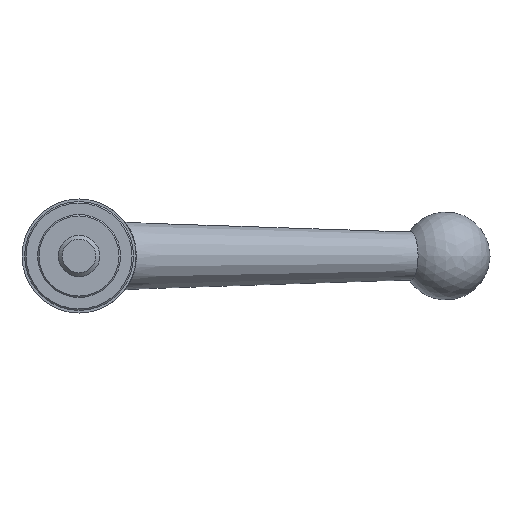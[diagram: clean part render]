
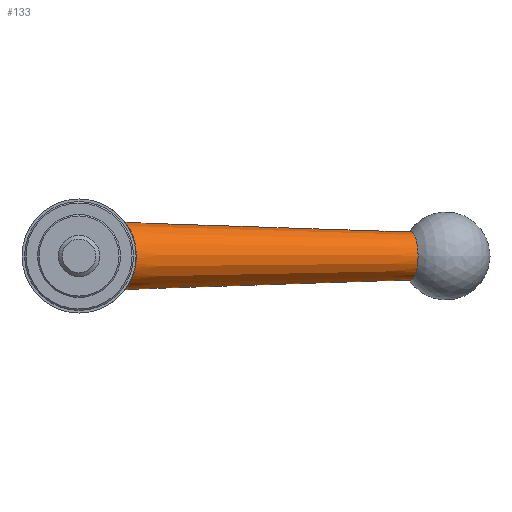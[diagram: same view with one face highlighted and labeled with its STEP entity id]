
A CAD part, front view. The second image highlights one B-rep face of the part: STEP entity #133.
In plain terms, the highlighted conical face has half-angle 1.827 degrees and reference radius 6.8 mm.
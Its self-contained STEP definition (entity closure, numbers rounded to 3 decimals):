
#133 = ADVANCED_FACE( '', ( #294, #295 ), #296, .T. );
#294 = FACE_BOUND( '', #516, .T. );
#295 = FACE_OUTER_BOUND( '', #517, .T. );
#296 = CONICAL_SURFACE( '', #518, 6.8, 0.032 );
#516 = EDGE_LOOP( '', ( #847 ) );
#517 = EDGE_LOOP( '', ( #848, #849 ) );
#518 = AXIS2_PLACEMENT_3D( '', #850, #851, #852 );
#847 = ORIENTED_EDGE( '', *, *, #1212, .F. );
#848 = ORIENTED_EDGE( '', *, *, #1162, .F. );
#849 = ORIENTED_EDGE( '', *, *, #1213, .T. );
#850 = CARTESIAN_POINT( '', ( 0., 27., 0. ) );
#851 = DIRECTION( '', ( -0.954, -0.301, 0. ) );
#852 = DIRECTION( '', ( 0.301, -0.954, 0. ) );
#1162 = EDGE_CURVE( '', #1399, #1401, #1402, .T. );
#1212 = EDGE_CURVE( '', #1477, #1477, #1478, .T. );
#1213 = EDGE_CURVE( '', #1399, #1401, #1479, .T. );
#1399 = VERTEX_POINT( '', #1706 );
#1401 = VERTEX_POINT( '', #1708 );
#1402 = B_SPLINE_CURVE_WITH_KNOTS( '', 3, ( #1709, #1710, #1711, #1712, #1713, #1714, #1715, #1716, #1717, #1718, #1719, #1720, #1721, #1722, #1723, #1724, #1725, #1726, #1727, #1728, #1729, #1730, #1731, #1732, #1733, #1734, #1735, #1736, #1737, #1738, #1739, #1740, #1741, #1742, #1743, #1744, #1745, #1746, #1747, #1748, #1749, #1750, #1751, #1752, #1753, #1754, #1755, #1756, #1757, #1758, #1759, #1760, #1761, #1762, #1763, #1764, #1765, #1766, #1767, #1768, #1769, #1770 ), .UNSPECIFIED., .F., .F., ( 4, 2, 2, 2, 2, 2, 2, 2, 2, 2, 2, 2, 2, 2, 2, 2, 2, 2, 2, 2, 2, 2, 2, 2, 2, 2, 2, 2, 2, 2, 4 ), ( 0., 0.002, 0.003, 0.004, 0.005, 0.006, 0.007, 0.008, 0.009, 0.01, 0.011, 0.012, 0.013, 0.014, 0.015, 0.016, 0.017, 0.018, 0.019, 0.02, 0.021, 0.022, 0.023, 0.024, 0.025, 0.026, 0.027, 0.028, 0.029, 0.03, 0.032 ), .UNSPECIFIED. );
#1477 = VERTEX_POINT( '', #1905 );
#1478 = CIRCLE( '', #1906, 4.66 );
#1479 = B_SPLINE_CURVE_WITH_KNOTS( '', 3, ( #1907, #1908, #1909, #1910, #1911, #1912, #1913, #1914, #1915, #1916, #1917, #1918, #1919, #1920 ), .UNSPECIFIED., .F., .F., ( 4, 2, 2, 2, 2, 2, 4 ), ( 0., 0.002, 0.004, 0.005, 0.006, 0.008, 0.009 ), .UNSPECIFIED. );
#1706 = CARTESIAN_POINT( '', ( 8.069, 34.9, -3.985 ) );
#1708 = CARTESIAN_POINT( '', ( 8.069, 34.9, 3.985 ) );
#1709 = CARTESIAN_POINT( '', ( 8.069, 34.9, -3.985 ) );
#1710 = CARTESIAN_POINT( '', ( 8.02, 34.462, -4.511 ) );
#1711 = CARTESIAN_POINT( '', ( 7.979, 33.958, -4.961 ) );
#1712 = CARTESIAN_POINT( '', ( 7.962, 33.108, -5.53 ) );
#1713 = CARTESIAN_POINT( '', ( 7.964, 32.809, -5.7 ) );
#1714 = CARTESIAN_POINT( '', ( 7.987, 32.199, -5.993 ) );
#1715 = CARTESIAN_POINT( '', ( 8.009, 31.885, -6.117 ) );
#1716 = CARTESIAN_POINT( '', ( 8.075, 31.241, -6.319 ) );
#1717 = CARTESIAN_POINT( '', ( 8.121, 30.907, -6.396 ) );
#1718 = CARTESIAN_POINT( '', ( 8.236, 30.245, -6.498 ) );
#1719 = CARTESIAN_POINT( '', ( 8.305, 29.915, -6.522 ) );
#1720 = CARTESIAN_POINT( '', ( 8.466, 29.258, -6.518 ) );
#1721 = CARTESIAN_POINT( '', ( 8.559, 28.927, -6.488 ) );
#1722 = CARTESIAN_POINT( '', ( 8.762, 28.285, -6.376 ) );
#1723 = CARTESIAN_POINT( '', ( 8.871, 27.975, -6.294 ) );
#1724 = CARTESIAN_POINT( '', ( 9.1, 27.373, -6.079 ) );
#1725 = CARTESIAN_POINT( '', ( 9.222, 27.08, -5.944 ) );
#1726 = CARTESIAN_POINT( '', ( 9.467, 26.526, -5.63 ) );
#1727 = CARTESIAN_POINT( '', ( 9.59, 26.265, -5.451 ) );
#1728 = CARTESIAN_POINT( '', ( 9.832, 25.774, -5.05 ) );
#1729 = CARTESIAN_POINT( '', ( 9.953, 25.542, -4.827 ) );
#1730 = CARTESIAN_POINT( '', ( 10.181, 25.117, -4.344 ) );
#1731 = CARTESIAN_POINT( '', ( 10.289, 24.924, -4.087 ) );
#1732 = CARTESIAN_POINT( '', ( 10.488, 24.576, -3.541 ) );
#1733 = CARTESIAN_POINT( '', ( 10.58, 24.42, -3.251 ) );
#1734 = CARTESIAN_POINT( '', ( 10.742, 24.149, -2.643 ) );
#1735 = CARTESIAN_POINT( '', ( 10.811, 24.037, -2.33 ) );
#1736 = CARTESIAN_POINT( '', ( 10.923, 23.855, -1.688 ) );
#1737 = CARTESIAN_POINT( '', ( 10.966, 23.786, -1.359 ) );
#1738 = CARTESIAN_POINT( '', ( 11.025, 23.693, -0.682 ) );
#1739 = CARTESIAN_POINT( '', ( 11.04, 23.67, -0.342 ) );
#1740 = CARTESIAN_POINT( '', ( 11.04, 23.669, 0.335 ) );
#1741 = CARTESIAN_POINT( '', ( 11.025, 23.692, 0.673 ) );
#1742 = CARTESIAN_POINT( '', ( 10.967, 23.784, 1.348 ) );
#1743 = CARTESIAN_POINT( '', ( 10.924, 23.854, 1.681 ) );
#1744 = CARTESIAN_POINT( '', ( 10.812, 24.035, 2.325 ) );
#1745 = CARTESIAN_POINT( '', ( 10.743, 24.147, 2.637 ) );
#1746 = CARTESIAN_POINT( '', ( 10.582, 24.416, 3.243 ) );
#1747 = CARTESIAN_POINT( '', ( 10.49, 24.573, 3.536 ) );
#1748 = CARTESIAN_POINT( '', ( 10.291, 24.921, 4.083 ) );
#1749 = CARTESIAN_POINT( '', ( 10.183, 25.113, 4.34 ) );
#1750 = CARTESIAN_POINT( '', ( 9.955, 25.537, 4.822 ) );
#1751 = CARTESIAN_POINT( '', ( 9.834, 25.77, 5.046 ) );
#1752 = CARTESIAN_POINT( '', ( 9.592, 26.261, 5.448 ) );
#1753 = CARTESIAN_POINT( '', ( 9.469, 26.521, 5.627 ) );
#1754 = CARTESIAN_POINT( '', ( 9.226, 27.071, 5.94 ) );
#1755 = CARTESIAN_POINT( '', ( 9.104, 27.365, 6.075 ) );
#1756 = CARTESIAN_POINT( '', ( 8.873, 27.967, 6.292 ) );
#1757 = CARTESIAN_POINT( '', ( 8.764, 28.277, 6.374 ) );
#1758 = CARTESIAN_POINT( '', ( 8.563, 28.913, 6.487 ) );
#1759 = CARTESIAN_POINT( '', ( 8.47, 29.243, 6.517 ) );
#1760 = CARTESIAN_POINT( '', ( 8.307, 29.907, 6.523 ) );
#1761 = CARTESIAN_POINT( '', ( 8.237, 30.238, 6.498 ) );
#1762 = CARTESIAN_POINT( '', ( 8.122, 30.898, 6.398 ) );
#1763 = CARTESIAN_POINT( '', ( 8.077, 31.231, 6.321 ) );
#1764 = CARTESIAN_POINT( '', ( 8.009, 31.88, 6.119 ) );
#1765 = CARTESIAN_POINT( '', ( 7.988, 32.195, 5.995 ) );
#1766 = CARTESIAN_POINT( '', ( 7.964, 32.807, 5.701 ) );
#1767 = CARTESIAN_POINT( '', ( 7.962, 33.106, 5.531 ) );
#1768 = CARTESIAN_POINT( '', ( 7.979, 33.957, 4.962 ) );
#1769 = CARTESIAN_POINT( '', ( 8.02, 34.462, 4.511 ) );
#1770 = CARTESIAN_POINT( '', ( 8.069, 34.9, 3.985 ) );
#1905 = CARTESIAN_POINT( '', ( 62.585, 51.619, 0. ) );
#1906 = AXIS2_PLACEMENT_3D( '', #2237, #2238, #2239 );
#1907 = CARTESIAN_POINT( '', ( 8.069, 34.9, -3.985 ) );
#1908 = CARTESIAN_POINT( '', ( 8.072, 35.359, -3.418 ) );
#1909 = CARTESIAN_POINT( '', ( 8.128, 35.724, -2.8 ) );
#1910 = CARTESIAN_POINT( '', ( 8.224, 36.24, -1.44 ) );
#1911 = CARTESIAN_POINT( '', ( 8.26, 36.376, -0.736 ) );
#1912 = CARTESIAN_POINT( '', ( 8.261, 36.377, 0.357 ) );
#1913 = CARTESIAN_POINT( '', ( 8.252, 36.343, 0.719 ) );
#1914 = CARTESIAN_POINT( '', ( 8.222, 36.211, 1.426 ) );
#1915 = CARTESIAN_POINT( '', ( 8.2, 36.113, 1.775 ) );
#1916 = CARTESIAN_POINT( '', ( 8.153, 35.855, 2.454 ) );
#1917 = CARTESIAN_POINT( '', ( 8.127, 35.699, 2.779 ) );
#1918 = CARTESIAN_POINT( '', ( 8.086, 35.337, 3.402 ) );
#1919 = CARTESIAN_POINT( '', ( 8.071, 35.129, 3.702 ) );
#1920 = CARTESIAN_POINT( '', ( 8.069, 34.9, 3.985 ) );
#2237 = CARTESIAN_POINT( '', ( 63.986, 47.175, 0. ) );
#2238 = DIRECTION( '', ( 0.954, 0.301, 0. ) );
#2239 = DIRECTION( '', ( -0.301, 0.954, 0. ) );
